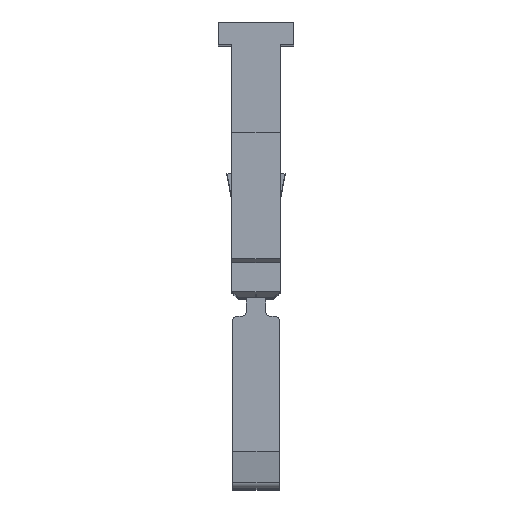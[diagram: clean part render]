
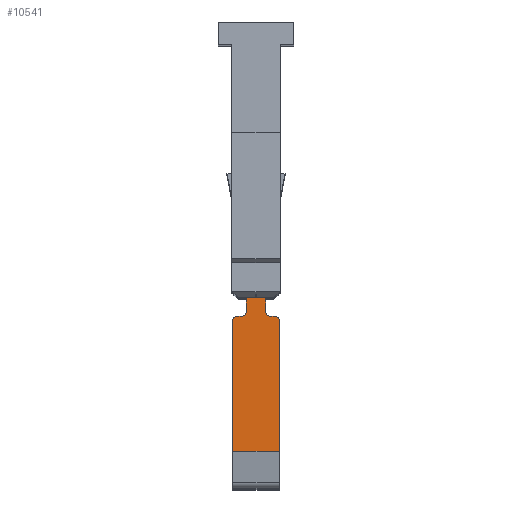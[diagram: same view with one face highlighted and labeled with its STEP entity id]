
A CAD part, top view. The second image highlights one B-rep face of the part: STEP entity #10541.
In plain terms, the highlighted planar face has unit normal (0, 0, 1).
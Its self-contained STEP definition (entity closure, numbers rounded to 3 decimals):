
#1055 = VERTEX_POINT ( 'NONE', #4809 ) ;
#1069 = VERTEX_POINT ( 'NONE', #4838 ) ;
#1080 = VERTEX_POINT ( 'NONE', #4780 ) ;
#1090 = VERTEX_POINT ( 'NONE', #4786 ) ;
#1097 = VERTEX_POINT ( 'NONE', #4827 ) ;
#1107 = VERTEX_POINT ( 'NONE', #4795 ) ;
#1108 = VERTEX_POINT ( 'NONE', #4799 ) ;
#1109 = VERTEX_POINT ( 'NONE', #4850 ) ;
#1534 = VECTOR ( 'NONE', #12404, 1000. ) ;
#1546 = AXIS2_PLACEMENT_3D ( 'NONE', #6453, #6455, #6457 ) ;
#1547 = VECTOR ( 'NONE', #6467, 1000. ) ;
#1550 = CIRCLE ( 'NONE', #1546, 0.25 ) ;
#1560 = VECTOR ( 'NONE', #12450, 1000. ) ;
#1575 = VECTOR ( 'NONE', #12447, 1000. ) ;
#1581 = VECTOR ( 'NONE', #12452, 1000. ) ;
#1607 = VECTOR ( 'NONE', #12574, 1000. ) ;
#1610 = CIRCLE ( 'NONE', #1617, 0.25 ) ;
#1612 = VECTOR ( 'NONE', #12671, 1000. ) ;
#1613 = CIRCLE ( 'NONE', #1650, 0.25 ) ;
#1617 = AXIS2_PLACEMENT_3D ( 'NONE', #12590, #12607, #12613 ) ;
#1640 = CIRCLE ( 'NONE', #1642, 0.25 ) ;
#1642 = AXIS2_PLACEMENT_3D ( 'NONE', #12712, #12686, #12697 ) ;
#1647 = VECTOR ( 'NONE', #12614, 1000. ) ;
#1650 = AXIS2_PLACEMENT_3D ( 'NONE', #12657, #12652, #12664 ) ;
#2808 = EDGE_CURVE ( 'NONE', #8603, #1055, #6491, .T. ) ;
#2809 = EDGE_CURVE ( 'NONE', #1080, #1097, #1550, .T. ) ;
#2815 = EDGE_CURVE ( 'NONE', #1090, #1108, #12403, .T. ) ;
#2833 = EDGE_CURVE ( 'NONE', #1080, #1108, #12445, .T. ) ;
#2837 = EDGE_CURVE ( 'NONE', #1090, #1107, #12472, .T. ) ;
#2841 = EDGE_CURVE ( 'NONE', #8597, #8603, #12455, .T. ) ;
#2871 = EDGE_CURVE ( 'NONE', #8588, #8597, #12544, .T. ) ;
#2874 = EDGE_CURVE ( 'NONE', #8602, #1107, #1610, .T. ) ;
#2875 = EDGE_CURVE ( 'NONE', #1097, #1109, #12566, .T. ) ;
#2888 = EDGE_CURVE ( 'NONE', #1109, #8588, #1613, .T. ) ;
#2891 = EDGE_CURVE ( 'NONE', #1069, #8602, #12663, .T. ) ;
#2907 = EDGE_CURVE ( 'NONE', #1055, #1069, #1640, .T. ) ;
#3737 = FACE_OUTER_BOUND ( 'NONE', #8011, .T. ) ;
#3738 = PLANE ( 'NONE',  #13507 ) ;
#3739 = CARTESIAN_POINT ( 'NONE',  ( 1458.02, 1004.295, -78.2 ) ) ;
#3741 = DIRECTION ( 'NONE',  ( 0., 0., 1. ) ) ;
#3748 = DIRECTION ( 'NONE',  ( 1., 0., 0. ) ) ;
#4780 = CARTESIAN_POINT ( 'NONE',  ( 1459.218, 994.296, -78.2 ) ) ;
#4786 = CARTESIAN_POINT ( 'NONE',  ( 1456.818, 987.595, -78.2 ) ) ;
#4795 = CARTESIAN_POINT ( 'NONE',  ( 1456.818, 994.296, -78.2 ) ) ;
#4799 = CARTESIAN_POINT ( 'NONE',  ( 1459.218, 987.595, -78.2 ) ) ;
#4809 = CARTESIAN_POINT ( 'NONE',  ( 1457.516, 994.796, -78.2 ) ) ;
#4827 = CARTESIAN_POINT ( 'NONE',  ( 1458.968, 994.546, -78.2 ) ) ;
#4838 = CARTESIAN_POINT ( 'NONE',  ( 1457.266, 994.546, -78.2 ) ) ;
#4850 = CARTESIAN_POINT ( 'NONE',  ( 1458.77, 994.546, -78.2 ) ) ;
#6448 = CARTESIAN_POINT ( 'NONE',  ( 1457.516, 1004.605, -78.2 ) ) ;
#6453 = CARTESIAN_POINT ( 'NONE',  ( 1458.968, 994.296, -78.2 ) ) ;
#6455 = DIRECTION ( 'NONE',  ( 0., 0., 1. ) ) ;
#6457 = DIRECTION ( 'NONE',  ( 1., 0., 0. ) ) ;
#6467 = DIRECTION ( 'NONE',  ( 0., -1., 0. ) ) ;
#6491 = LINE ( 'NONE', #6448, #1547 ) ;
#8011 = EDGE_LOOP ( 'NONE', ( #8379, #8388, #8432, #8425, #8409, #8480, #8478, #8435, #8523, #8449, #8530, #8511 ) ) ;
#8379 = ORIENTED_EDGE ( 'NONE', *, *, #2815, .T. ) ;
#8388 = ORIENTED_EDGE ( 'NONE', *, *, #2833, .F. ) ;
#8409 = ORIENTED_EDGE ( 'NONE', *, *, #2888, .T. ) ;
#8425 = ORIENTED_EDGE ( 'NONE', *, *, #2875, .T. ) ;
#8432 = ORIENTED_EDGE ( 'NONE', *, *, #2809, .T. ) ;
#8435 = ORIENTED_EDGE ( 'NONE', *, *, #2808, .T. ) ;
#8449 = ORIENTED_EDGE ( 'NONE', *, *, #2891, .T. ) ;
#8478 = ORIENTED_EDGE ( 'NONE', *, *, #2841, .T. ) ;
#8480 = ORIENTED_EDGE ( 'NONE', *, *, #2871, .T. ) ;
#8511 = ORIENTED_EDGE ( 'NONE', *, *, #2837, .F. ) ;
#8523 = ORIENTED_EDGE ( 'NONE', *, *, #2907, .T. ) ;
#8530 = ORIENTED_EDGE ( 'NONE', *, *, #2874, .T. ) ;
#8588 = VERTEX_POINT ( 'NONE', #9389 ) ;
#8597 = VERTEX_POINT ( 'NONE', #9394 ) ;
#8602 = VERTEX_POINT ( 'NONE', #9445 ) ;
#8603 = VERTEX_POINT ( 'NONE', #9450 ) ;
#9389 = CARTESIAN_POINT ( 'NONE',  ( 1458.52, 994.796, -78.2 ) ) ;
#9394 = CARTESIAN_POINT ( 'NONE',  ( 1458.52, 995.493, -78.2 ) ) ;
#9445 = CARTESIAN_POINT ( 'NONE',  ( 1457.068, 994.546, -78.2 ) ) ;
#9450 = CARTESIAN_POINT ( 'NONE',  ( 1457.516, 995.493, -78.2 ) ) ;
#10541 = ADVANCED_FACE ( 'NONE', ( #3737 ), #3738, .T. ) ;
#12403 = LINE ( 'NONE', #12422, #1534 ) ;
#12404 = DIRECTION ( 'NONE',  ( 1., 0., 0. ) ) ;
#12422 = CARTESIAN_POINT ( 'NONE',  ( 1458.02, 987.595, -78.2 ) ) ;
#12445 = LINE ( 'NONE', #12471, #1560 ) ;
#12447 = DIRECTION ( 'NONE',  ( -1., 0., 0. ) ) ;
#12450 = DIRECTION ( 'NONE',  ( 0., -1., 0. ) ) ;
#12452 = DIRECTION ( 'NONE',  ( 0., 1., 0. ) ) ;
#12455 = LINE ( 'NONE', #12487, #1575 ) ;
#12471 = CARTESIAN_POINT ( 'NONE',  ( 1459.218, 988.678, -78.2 ) ) ;
#12472 = LINE ( 'NONE', #12474, #1581 ) ;
#12474 = CARTESIAN_POINT ( 'NONE',  ( 1456.818, 988.678, -78.2 ) ) ;
#12487 = CARTESIAN_POINT ( 'NONE',  ( 1458.02, 995.493, -78.2 ) ) ;
#12544 = LINE ( 'NONE', #12546, #1607 ) ;
#12546 = CARTESIAN_POINT ( 'NONE',  ( 1458.52, 1004.605, -78.2 ) ) ;
#12566 = LINE ( 'NONE', #12575, #1647 ) ;
#12574 = DIRECTION ( 'NONE',  ( 0., 1., 0. ) ) ;
#12575 = CARTESIAN_POINT ( 'NONE',  ( 1458.02, 994.546, -78.2 ) ) ;
#12590 = CARTESIAN_POINT ( 'NONE',  ( 1457.068, 994.296, -78.2 ) ) ;
#12607 = DIRECTION ( 'NONE',  ( 0., 0., 1. ) ) ;
#12613 = DIRECTION ( 'NONE',  ( 1., 0., 0. ) ) ;
#12614 = DIRECTION ( 'NONE',  ( -1., 0., 0. ) ) ;
#12652 = DIRECTION ( 'NONE',  ( 0., 0., -1. ) ) ;
#12657 = CARTESIAN_POINT ( 'NONE',  ( 1458.77, 994.796, -78.2 ) ) ;
#12658 = CARTESIAN_POINT ( 'NONE',  ( 1458.02, 994.546, -78.2 ) ) ;
#12663 = LINE ( 'NONE', #12658, #1612 ) ;
#12664 = DIRECTION ( 'NONE',  ( -1., 0., 0. ) ) ;
#12671 = DIRECTION ( 'NONE',  ( -1., 0., 0. ) ) ;
#12686 = DIRECTION ( 'NONE',  ( 0., 0., -1. ) ) ;
#12697 = DIRECTION ( 'NONE',  ( 1., 0., 0. ) ) ;
#12712 = CARTESIAN_POINT ( 'NONE',  ( 1457.266, 994.796, -78.2 ) ) ;
#13507 = AXIS2_PLACEMENT_3D ( 'NONE', #3739, #3741, #3748 ) ;
